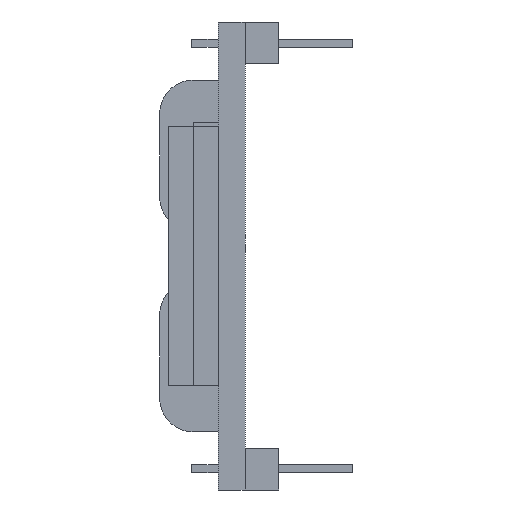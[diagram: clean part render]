
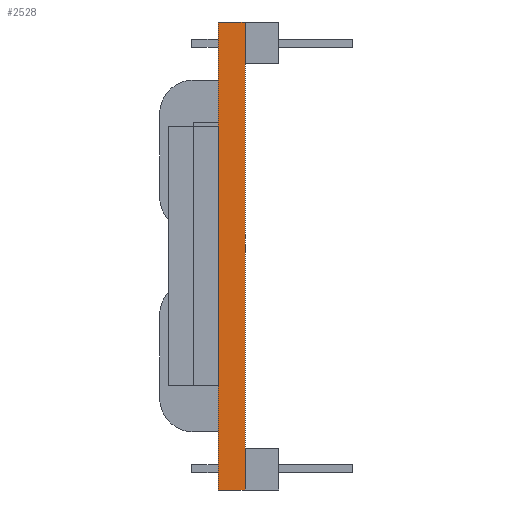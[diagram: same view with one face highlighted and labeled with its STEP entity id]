
A CAD part, left-side view. The second image highlights one B-rep face of the part: STEP entity #2528.
In plain terms, the highlighted planar face has unit normal (-1, 0, 0).
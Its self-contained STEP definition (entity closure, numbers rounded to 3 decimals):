
#542 = CARTESIAN_POINT ( 'NONE',  ( 0., 1.6, -27.94 ) ) ;
#546 = EDGE_CURVE ( 'NONE', #14468, #4380, #12513, .T. ) ;
#602 = VERTEX_POINT ( 'NONE', #3450 ) ;
#918 = DIRECTION ( 'NONE',  ( 1., 0., 0. ) ) ;
#1355 = DIRECTION ( 'NONE',  ( 0., -1., 0. ) ) ;
#1948 = DIRECTION ( 'NONE',  ( 0., 0., -1. ) ) ;
#2235 = VERTEX_POINT ( 'NONE', #12440 ) ;
#2528 = ADVANCED_FACE ( 'NONE', ( #14408 ), #8676, .F. ) ;
#2697 = EDGE_CURVE ( 'NONE', #602, #14468, #9752, .T. ) ;
#2884 = CARTESIAN_POINT ( 'NONE',  ( 0., 0., 0. ) ) ;
#3309 = ORIENTED_EDGE ( 'NONE', *, *, #2697, .F. ) ;
#3450 = CARTESIAN_POINT ( 'NONE',  ( 0., 1.6, -27.94 ) ) ;
#3960 = VECTOR ( 'NONE', #1355, 1000. ) ;
#4380 = VERTEX_POINT ( 'NONE', #2884 ) ;
#4680 = VECTOR ( 'NONE', #6673, 1000. ) ;
#4696 = CARTESIAN_POINT ( 'NONE',  ( 0., 1.6, 0. ) ) ;
#4779 = EDGE_LOOP ( 'NONE', ( #14228, #12163, #3309, #13949 ) ) ;
#4965 = DIRECTION ( 'NONE',  ( 0., -1., 0. ) ) ;
#5396 = VECTOR ( 'NONE', #10863, 1000. ) ;
#5398 = EDGE_CURVE ( 'NONE', #602, #2235, #7351, .T. ) ;
#6496 = VECTOR ( 'NONE', #4965, 1000. ) ;
#6673 = DIRECTION ( 'NONE',  ( 0., 0., 1. ) ) ;
#7120 = EDGE_CURVE ( 'NONE', #2235, #4380, #8363, .T. ) ;
#7351 = LINE ( 'NONE', #542, #6496 ) ;
#8363 = LINE ( 'NONE', #13063, #5396 ) ;
#8676 = PLANE ( 'NONE',  #13178 ) ;
#9752 = LINE ( 'NONE', #13358, #4680 ) ;
#10863 = DIRECTION ( 'NONE',  ( 0., 0., 1. ) ) ;
#11208 = CARTESIAN_POINT ( 'NONE',  ( 0., 1.6, 0. ) ) ;
#12163 = ORIENTED_EDGE ( 'NONE', *, *, #546, .F. ) ;
#12440 = CARTESIAN_POINT ( 'NONE',  ( 0., 0., -27.94 ) ) ;
#12513 = LINE ( 'NONE', #11208, #3960 ) ;
#13063 = CARTESIAN_POINT ( 'NONE',  ( 0., 0., 0. ) ) ;
#13178 = AXIS2_PLACEMENT_3D ( 'NONE', #14323, #918, #1948 ) ;
#13358 = CARTESIAN_POINT ( 'NONE',  ( 0., 1.6, 0. ) ) ;
#13949 = ORIENTED_EDGE ( 'NONE', *, *, #5398, .T. ) ;
#14228 = ORIENTED_EDGE ( 'NONE', *, *, #7120, .T. ) ;
#14323 = CARTESIAN_POINT ( 'NONE',  ( 0., 1.6, 0. ) ) ;
#14408 = FACE_OUTER_BOUND ( 'NONE', #4779, .T. ) ;
#14468 = VERTEX_POINT ( 'NONE', #4696 ) ;
